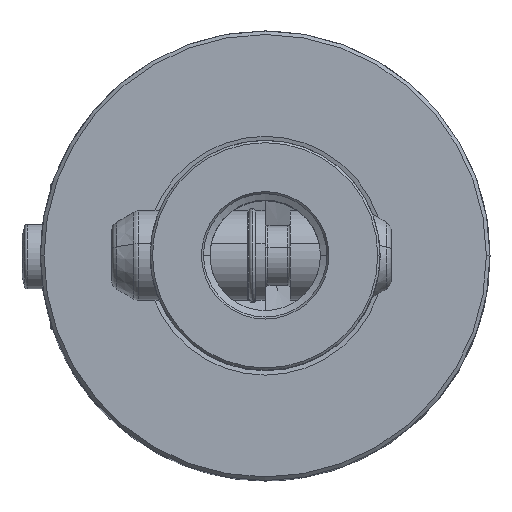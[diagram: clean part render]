
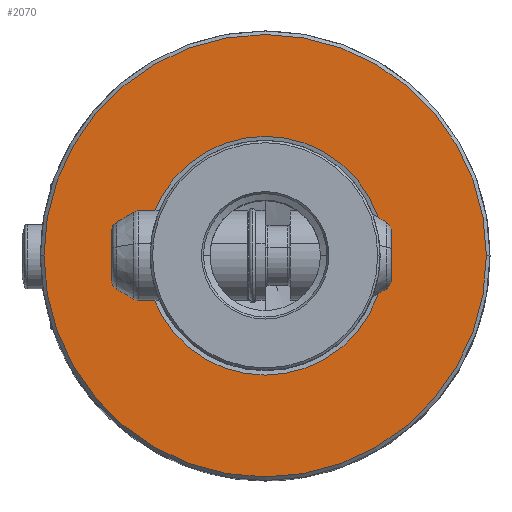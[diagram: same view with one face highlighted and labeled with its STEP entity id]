
A CAD part, top view. The second image highlights one B-rep face of the part: STEP entity #2070.
In plain terms, the highlighted planar face has unit normal (0, 0, 1).
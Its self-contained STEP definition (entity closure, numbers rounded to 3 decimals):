
#1550=EDGE_CURVE('NONE',#2960,#3202,#3906,.F.);
#2070=ADVANCED_FACE('NONE',(#4482,#4483),#4484,.T.);
#2500=VERTEX_POINT('NONE',#4960);
#2566=EDGE_CURVE('NONE',#2500,#2746,#5030,.T.);
#2746=VERTEX_POINT('NONE',#5233);
#2960=VERTEX_POINT('NONE',#5475);
#3202=VERTEX_POINT('NONE',#5747);
#3234=EDGE_CURVE('NONE',#2746,#2500,#5780,.F.);
#3464=EDGE_CURVE('NONE',#3202,#2960,#6027,.F.);
#3906=CIRCLE('',#6716,23.899);
#4482=FACE_OUTER_BOUND('',#8749,.T.);
#4483=FACE_BOUND('',#8750,.T.);
#4484=PLANE('',#8751);
#4960=CARTESIAN_POINT('',(-44.275,0.,0.0));
#5030=CIRCLE('',#10195,44.275);
#5233=CARTESIAN_POINT('',(44.275,0.,0.0));
#5475=CARTESIAN_POINT('',(23.899,0.,0.0));
#5747=CARTESIAN_POINT('',(-23.899,0.,0.0));
#5780=CIRCLE('',#13045,44.275);
#6027=CIRCLE('',#13570,23.899);
#6716=AXIS2_PLACEMENT_3D('',#14118,#14119,#14120);
#8749=EDGE_LOOP('',(#14801,#14802));
#8750=EDGE_LOOP('',(#14803,#14804));
#8751=AXIS2_PLACEMENT_3D('',#14805,#14806,#14807);
#10195=AXIS2_PLACEMENT_3D('',#15398,#15399,#15400);
#13045=AXIS2_PLACEMENT_3D('',#16314,#16315,#16316);
#13570=AXIS2_PLACEMENT_3D('',#16553,#16554,#16555);
#14118=CARTESIAN_POINT('',(0.0,0.0,0.0));
#14119=DIRECTION('',(0.0,0.0,-1.0));
#14120=DIRECTION('',(1.0,0.,0.0));
#14801=ORIENTED_EDGE('',*,*,#2566,.T.);
#14802=ORIENTED_EDGE('',*,*,#3234,.T.);
#14803=ORIENTED_EDGE('',*,*,#1550,.F.);
#14804=ORIENTED_EDGE('',*,*,#3464,.F.);
#14805=CARTESIAN_POINT('',(-23.0,0.0,0.0));
#14806=DIRECTION('',(0.0,-0.0,1.0));
#14807=DIRECTION('',(0.0,1.0,0.0));
#15398=CARTESIAN_POINT('',(0.0,0.0,0.0));
#15399=DIRECTION('',(0.0,0.0,1.0));
#15400=DIRECTION('',(-1.0,0.,0.0));
#16314=CARTESIAN_POINT('',(0.0,0.0,0.0));
#16315=DIRECTION('',(0.0,0.0,-1.0));
#16316=DIRECTION('',(-1.0,0.,0.0));
#16553=CARTESIAN_POINT('',(0.0,0.0,0.0));
#16554=DIRECTION('',(0.0,0.0,-1.0));
#16555=DIRECTION('',(1.0,0.,0.0));
